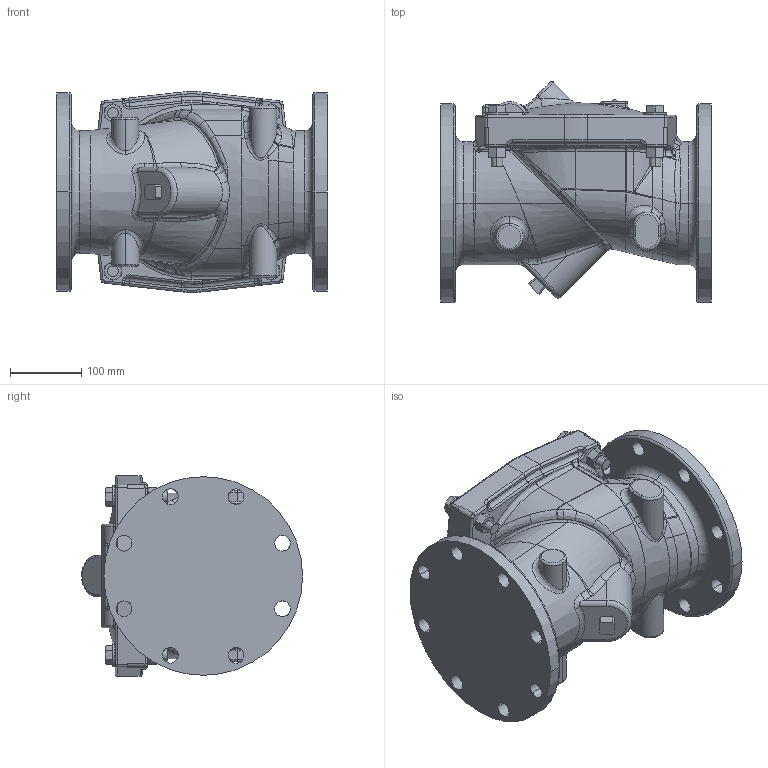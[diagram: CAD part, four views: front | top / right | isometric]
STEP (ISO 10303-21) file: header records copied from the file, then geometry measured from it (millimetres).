
FILE_DESCRIPTION((''),'2;1');
FILE_NAME('506A_SW0003','2020-07-21T10:41:34',('tomb'),(''),'CREO PARAMETRIC BY PTC INC, 2020053','CREO PARAMETRIC BY PTC INC, 2020053','');
FILE_SCHEMA(('CONFIG_CONTROL_DESIGN'));
Products named in the file (1): 506A_SW0003
Bounding box: 381 x 311.01 x 282.37 mm (x, y, z)
Volume: 15708926.9 mm3; surface area: 604050.2 mm2
Topology: 1 solids, 1 shells, 819 faces, 1946 edges, 1155 vertices
Faces by surface type: bspline 307, cylinder 187, plane 151, cone 76, torus 66, sphere 28, revolution 4
Entity records: 43558 total; most frequent: CARTESIAN_POINT 26940, ORIENTED_EDGE 3880, DIRECTION 2855, EDGE_CURVE 1940, AXIS2_PLACEMENT_3D 1219, VERTEX_POINT 1155, EDGE_LOOP 891, B_SPLINE_CURVE_WITH_KNOTS 820
